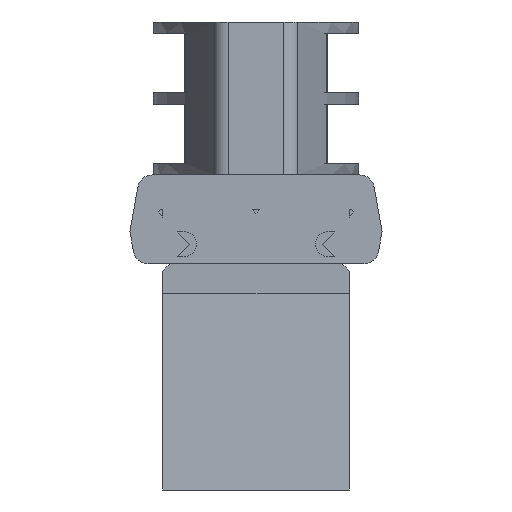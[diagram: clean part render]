
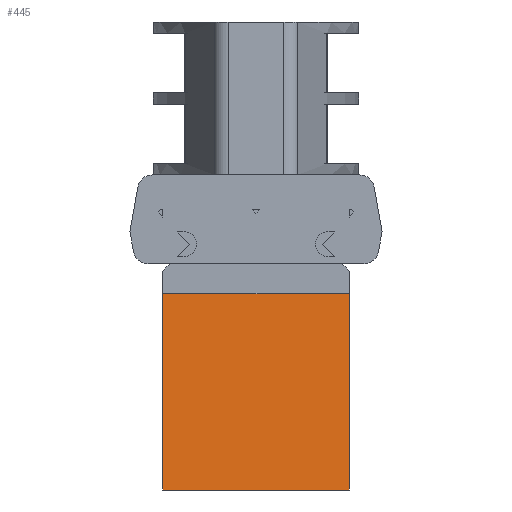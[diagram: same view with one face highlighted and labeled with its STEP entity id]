
A CAD part, left-side view. The second image highlights one B-rep face of the part: STEP entity #445.
In plain terms, the highlighted planar face has unit normal (-0.997, 0, 0.076).
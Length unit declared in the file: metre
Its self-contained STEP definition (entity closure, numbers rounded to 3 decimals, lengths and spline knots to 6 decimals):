
#445 = ADVANCED_FACE( '', ( #1048 ), #1049, .T. );
#1048 = FACE_OUTER_BOUND( '', #1823, .T. );
#1049 = PLANE( '', #1824 );
#1823 = EDGE_LOOP( '', ( #3181, #3182, #3183, #3184 ) );
#1824 = AXIS2_PLACEMENT_3D( '', #3185, #3186, #3187 );
#3181 = ORIENTED_EDGE( '', *, *, #5014, .F. );
#3182 = ORIENTED_EDGE( '', *, *, #5015, .T. );
#3183 = ORIENTED_EDGE( '', *, *, #5016, .F. );
#3184 = ORIENTED_EDGE( '', *, *, #5017, .F. );
#3185 = CARTESIAN_POINT( '', ( -0.792696, -1.197625, 0.550696 ) );
#3186 = DIRECTION( '', ( -0.997, 0., 0.076 ) );
#3187 = DIRECTION( '', ( 0.076, 0., 0.997 ) );
#5014 = EDGE_CURVE( '', #6214, #6215, #6216, .T. );
#5015 = EDGE_CURVE( '', #6214, #6217, #6218, .T. );
#5016 = EDGE_CURVE( '', #6219, #6217, #6220, .T. );
#5017 = EDGE_CURVE( '', #6215, #6219, #6221, .T. );
#6214 = VERTEX_POINT( '', #7835 );
#6215 = VERTEX_POINT( '', #7836 );
#6216 = LINE( '', #7837, #7838 );
#6217 = VERTEX_POINT( '', #7839 );
#6218 = LINE( '', #7840, #7841 );
#6219 = VERTEX_POINT( '', #7842 );
#6220 = LINE( '', #7843, #7844 );
#6221 = LINE( '', #7845, #7846 );
#7835 = CARTESIAN_POINT( '', ( -0.79526, -1.197623, 0.517268 ) );
#7836 = CARTESIAN_POINT( '', ( -0.79526, -1.134123, 0.517268 ) );
#7837 = CARTESIAN_POINT( '', ( -0.79526, -1.197625, 0.517268 ) );
#7838 = VECTOR( '', #9212, 1. );
#7839 = CARTESIAN_POINT( '', ( -0.790131, -1.197623, 0.584125 ) );
#7840 = CARTESIAN_POINT( '', ( -0.792696, -1.197623, 0.550696 ) );
#7841 = VECTOR( '', #9213, 1. );
#7842 = CARTESIAN_POINT( '', ( -0.790131, -1.134123, 0.584125 ) );
#7843 = CARTESIAN_POINT( '', ( -0.790131, -1.165873, 0.584125 ) );
#7844 = VECTOR( '', #9214, 1. );
#7845 = CARTESIAN_POINT( '', ( -0.792696, -1.134123, 0.550696 ) );
#7846 = VECTOR( '', #9215, 1. );
#9212 = DIRECTION( '', ( 0., 1., 0. ) );
#9213 = DIRECTION( '', ( 0.076, 0., 0.997 ) );
#9214 = DIRECTION( '', ( 0., -1., 0. ) );
#9215 = DIRECTION( '', ( 0.076, 0., 0.997 ) );
